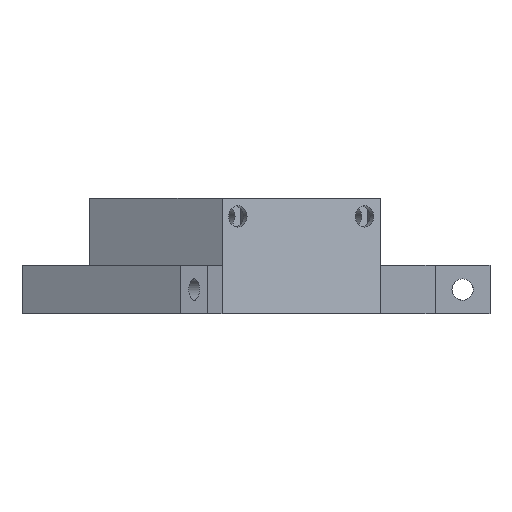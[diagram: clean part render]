
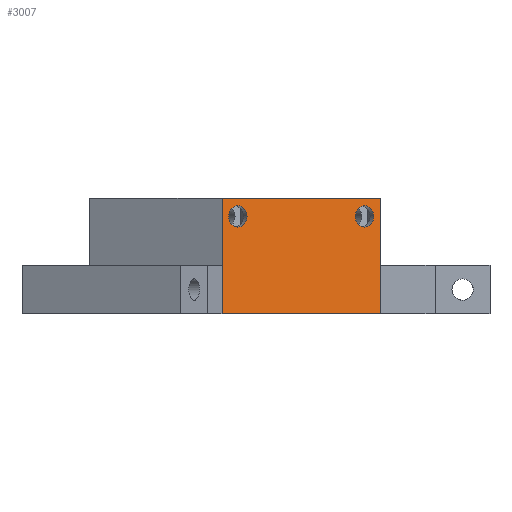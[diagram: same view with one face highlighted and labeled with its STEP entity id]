
A CAD part, left-side view. The second image highlights one B-rep face of the part: STEP entity #3007.
In plain terms, the highlighted planar face has unit normal (-0.866, -0.5, 0).
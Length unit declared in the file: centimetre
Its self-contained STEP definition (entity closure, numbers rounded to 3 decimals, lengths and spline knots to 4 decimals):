
#160=CIRCLE('',#3039,0.175);
#163=CIRCLE('',#3049,0.175);
#248=VERTEX_POINT('',#4059);
#262=VERTEX_POINT('',#4134);
#349=VERTEX_POINT('',#4477);
#352=VERTEX_POINT('',#4482);
#360=VERTEX_POINT('',#4510);
#477=VERTEX_POINT('',#4833);
#478=VERTEX_POINT('',#4835);
#491=VERTEX_POINT('',#4874);
#641=VECTOR('',#3526,1.);
#776=VECTOR('',#3796,1.);
#797=VECTOR('',#3827,1.);
#799=VECTOR('',#3831,1.);
#950=LINE('',#4483,#641);
#1085=LINE('',#4834,#776);
#1106=LINE('',#4878,#797);
#1108=LINE('',#4882,#799);
#1166=EDGE_CURVE('',#248,#248,#160,.T.);
#1185=EDGE_CURVE('',#262,#262,#163,.T.);
#1308=EDGE_CURVE('',#352,#349,#950,.T.);
#1322=EDGE_CURVE('',#349,#360,#950,.T.);
#1489=EDGE_CURVE('',#478,#477,#1085,.T.);
#1510=EDGE_CURVE('',#477,#491,#1085,.T.);
#1513=EDGE_CURVE('',#491,#360,#1106,.T.);
#1515=EDGE_CURVE('',#478,#352,#1108,.T.);
#2258=ORIENTED_EDGE('',*,*,#1166,.T.);
#2259=ORIENTED_EDGE('',*,*,#1185,.T.);
#2260=ORIENTED_EDGE('',*,*,#1489,.T.);
#2261=ORIENTED_EDGE('',*,*,#1510,.T.);
#2262=ORIENTED_EDGE('',*,*,#1513,.T.);
#2263=ORIENTED_EDGE('',*,*,#1322,.F.);
#2264=ORIENTED_EDGE('',*,*,#1308,.F.);
#2265=ORIENTED_EDGE('',*,*,#1515,.F.);
#2572=EDGE_LOOP('',(#2258));
#2573=EDGE_LOOP('',(#2259));
#2574=EDGE_LOOP('',(#2260,#2261,#2262,#2263,#2264,#2265));
#2834=FACE_BOUND('',#2572,.T.);
#2835=FACE_BOUND('',#2573,.T.);
#2836=FACE_BOUND('',#2574,.T.);
#3007=ADVANCED_FACE('',(#2834,#2835,#2836),#4997,.T.);
#3039=AXIS2_PLACEMENT_3D('',#4058,#3305,#3306);
#3049=AXIS2_PLACEMENT_3D('',#4133,#3334,#3335);
#3217=AXIS2_PLACEMENT_3D('',#4881,#3830,$);
#3305=DIRECTION('',(0.866,0.5,0.));
#3306=DIRECTION('',(0.,0.,-0.175));
#3334=DIRECTION('',(0.866,0.5,0.));
#3335=DIRECTION('',(-0.088,0.152,0.));
#3526=DIRECTION('',(0.,0.,1.));
#3796=DIRECTION('',(0.,0.,1.));
#3827=DIRECTION('',(-0.5,0.866,0.));
#3830=DIRECTION('',(-0.866,-0.5,0.));
#3831=DIRECTION('',(-0.5,0.866,0.));
#4058=CARTESIAN_POINT('',(-2.6,-0.1155,1.2));
#4059=CARTESIAN_POINT('',(-2.5125,-0.267,1.2));
#4133=CARTESIAN_POINT('',(-1.4,-2.1939,1.2));
#4134=CARTESIAN_POINT('',(-1.4875,-2.0424,1.2));
#4477=CARTESIAN_POINT('',(-2.75,0.1443,0.4));
#4482=CARTESIAN_POINT('',(-2.75,0.1443,-0.4));
#4483=CARTESIAN_POINT('',(-2.75,0.1443,-0.4));
#4510=CARTESIAN_POINT('',(-2.75,0.1443,1.5));
#4833=CARTESIAN_POINT('',(-1.25,-2.4537,0.4));
#4834=CARTESIAN_POINT('',(-1.25,-2.4537,-0.4));
#4835=CARTESIAN_POINT('',(-1.25,-2.4537,-0.4));
#4874=CARTESIAN_POINT('',(-1.25,-2.4537,1.5));
#4878=CARTESIAN_POINT('',(-1.25,-2.4537,1.5));
#4881=CARTESIAN_POINT('',(-2.,-1.1547,-0.4));
#4882=CARTESIAN_POINT('',(-1.25,-2.4537,-0.4));
#4997=PLANE('',#3217);
